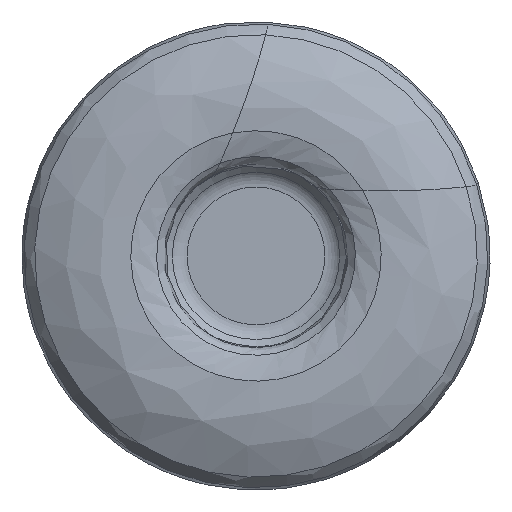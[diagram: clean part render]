
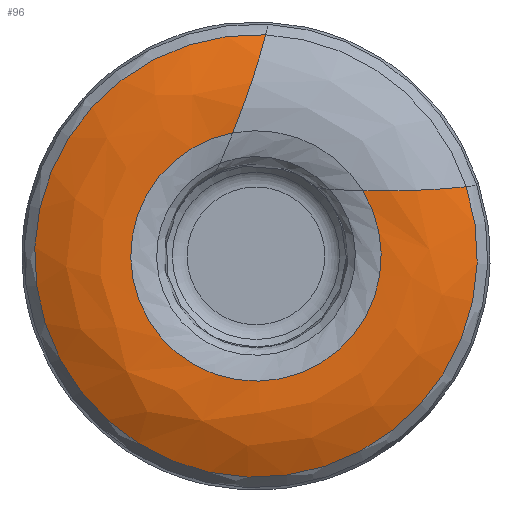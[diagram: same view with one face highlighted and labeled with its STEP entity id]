
A CAD part, left-side view. The second image highlights one B-rep face of the part: STEP entity #96.
In plain terms, the highlighted free-form (B-spline) face has degree [3, 3] with [4, 7] control points.
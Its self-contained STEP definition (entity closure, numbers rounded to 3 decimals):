
#96=ADVANCED_FACE('',(#160),#135,.F.);
#135=(
BOUNDED_SURFACE()
B_SPLINE_SURFACE(3,3,((#851,#852,#853,#854,#855,#856,#857),(#858,#859,#860,
#861,#862,#863,#864),(#865,#866,#867,#868,#869,#870,#871),(#872,#873,#874,
#875,#876,#877,#878)),.UNSPECIFIED.,.F.,.F.,.F.)
B_SPLINE_SURFACE_WITH_KNOTS((4,4),(4,3,4),(0.,1.),(0.,0.5,1.),
 .UNSPECIFIED.)
GEOMETRIC_REPRESENTATION_ITEM()
RATIONAL_B_SPLINE_SURFACE(((1.,0.532,0.532,1.,0.532,
0.532,1.),(0.961,0.511,0.511,
0.961,0.511,0.511,0.961),
(0.961,0.511,0.511,0.961,
0.511,0.511,0.961),(1.,0.532,
0.532,1.,0.532,0.532,1.)))
REPRESENTATION_ITEM('')
SURFACE()
);
#160=FACE_OUTER_BOUND('',#186,.T.);
#186=EDGE_LOOP('',(#308,#309,#310,#311));
#241=CIRCLE('',#532,4.814);
#244=CIRCLE('',#535,8.509);
#245=CIRCLE('',#536,6.);
#246=CIRCLE('',#537,6.);
#308=ORIENTED_EDGE('',*,*,#466,.F.);
#309=ORIENTED_EDGE('',*,*,#467,.T.);
#310=ORIENTED_EDGE('',*,*,#463,.T.);
#311=ORIENTED_EDGE('',*,*,#468,.T.);
#422=VERTEX_POINT('',#814);
#423=VERTEX_POINT('',#815);
#424=VERTEX_POINT('',#847);
#425=VERTEX_POINT('',#848);
#463=EDGE_CURVE('',#422,#423,#241,.T.);
#466=EDGE_CURVE('',#424,#425,#244,.T.);
#467=EDGE_CURVE('',#424,#422,#245,.T.);
#468=EDGE_CURVE('',#423,#425,#246,.T.);
#532=AXIS2_PLACEMENT_3D('',#813,#615,#616);
#535=AXIS2_PLACEMENT_3D('',#846,#621,#622);
#536=AXIS2_PLACEMENT_3D('',#849,#623,#624);
#537=AXIS2_PLACEMENT_3D('',#850,#625,#626);
#615=DIRECTION('',(1.,0.,0.));
#616=DIRECTION('',(0.,-0.853,0.521));
#621=DIRECTION('',(1.,0.,0.));
#622=DIRECTION('',(0.,-0.95,0.313));
#623=DIRECTION('',(0.174,0.,-0.985));
#624=DIRECTION('',(0.985,0.,0.174));
#625=DIRECTION('',(-0.174,0.921,0.349));
#626=DIRECTION('',(0.985,0.162,0.061));
#813=CARTESIAN_POINT('',(0.051,0.,0.));
#814=CARTESIAN_POINT('',(0.051,-4.109,2.509));
#815=CARTESIAN_POINT('',(0.051,0.892,4.731));
#846=CARTESIAN_POINT('',(0.904,0.,0.));
#847=CARTESIAN_POINT('',(0.904,-8.083,2.659));
#848=CARTESIAN_POINT('',(0.904,-0.375,8.501));
#849=CARTESIAN_POINT('',(5.909,-4.894,3.542));
#850=CARTESIAN_POINT('',(5.909,1.579,5.832));
#851=CARTESIAN_POINT('',(0.051,-4.109,2.509));
#852=CARTESIAN_POINT('',(0.051,-7.112,-2.409));
#853=CARTESIAN_POINT('',(0.051,-3.311,-6.739));
#854=CARTESIAN_POINT('',(0.051,1.955,-4.399));
#855=CARTESIAN_POINT('',(0.051,7.22,-2.06));
#856=CARTESIAN_POINT('',(0.051,6.554,3.664));
#857=CARTESIAN_POINT('',(0.051,0.892,4.731));
#858=CARTESIAN_POINT('',(-0.131,-5.508,2.477));
#859=CARTESIAN_POINT('',(-0.131,-8.473,-4.116));
#860=CARTESIAN_POINT('',(-0.131,-3.061,-8.908));
#861=CARTESIAN_POINT('',(-0.131,3.125,-5.168));
#862=CARTESIAN_POINT('',(-0.131,9.31,-1.428));
#863=CARTESIAN_POINT('',(-0.131,7.581,5.59));
#864=CARTESIAN_POINT('',(-0.131,0.366,6.028));
#865=CARTESIAN_POINT('',(0.165,-6.887,2.529));
#866=CARTESIAN_POINT('',(0.165,-9.914,-5.714));
#867=CARTESIAN_POINT('',(0.165,-2.945,-11.058));
#868=CARTESIAN_POINT('',(0.165,4.23,-5.995));
#869=CARTESIAN_POINT('',(0.165,11.405,-0.932));
#870=CARTESIAN_POINT('',(0.165,8.708,7.425));
#871=CARTESIAN_POINT('',(0.165,-0.074,7.337));
#872=CARTESIAN_POINT('',(0.904,-8.083,2.659));
#873=CARTESIAN_POINT('',(0.904,-11.266,-7.015));
#874=CARTESIAN_POINT('',(0.904,-2.977,-12.934));
#875=CARTESIAN_POINT('',(0.904,5.14,-6.782));
#876=CARTESIAN_POINT('',(0.904,13.257,-0.63));
#877=CARTESIAN_POINT('',(0.904,9.8,8.95));
#878=CARTESIAN_POINT('',(0.904,-0.375,8.501));
